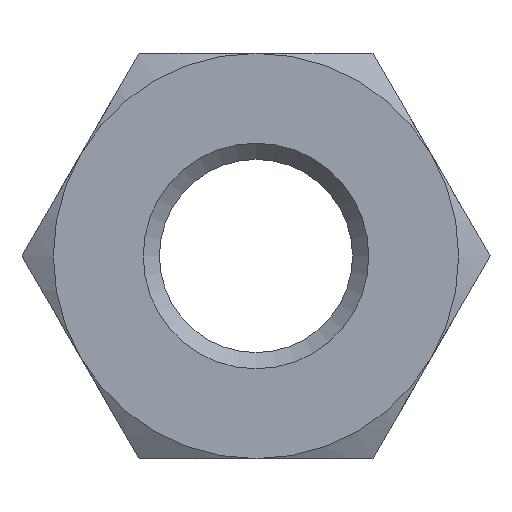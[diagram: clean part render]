
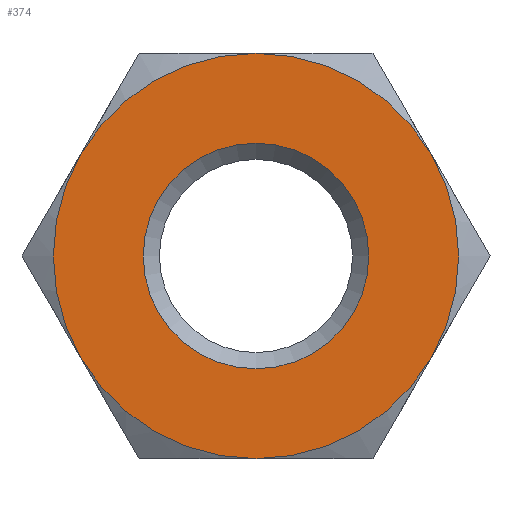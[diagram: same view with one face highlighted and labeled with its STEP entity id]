
A CAD part, front view. The second image highlights one B-rep face of the part: STEP entity #374.
In plain terms, the highlighted planar face has unit normal (0, -1, 0).
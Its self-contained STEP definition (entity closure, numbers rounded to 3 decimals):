
#40 = EDGE_CURVE ( 'NONE', #332, #279, #256, .T. ) ;
#41 = EDGE_CURVE ( 'NONE', #279, #333, #259, .T. ) ;
#42 = EDGE_CURVE ( 'NONE', #333, #115, #254, .T. ) ;
#45 = EDGE_CURVE ( 'NONE', #115, #303, #251, .T. ) ;
#46 = EDGE_CURVE ( 'NONE', #303, #295, #255, .T. ) ;
#47 = EDGE_CURVE ( 'NONE', #295, #332, #348, .T. ) ;
#52 = EDGE_CURVE ( 'NONE', #166, #166, #349, .T. ) ;
#72 = AXIS2_PLACEMENT_3D ( 'NONE', #543, #547, #537 ) ;
#92 = AXIS2_PLACEMENT_3D ( 'NONE', #708, #704, #703 ) ;
#94 = AXIS2_PLACEMENT_3D ( 'NONE', #717, #716, #715 ) ;
#95 = AXIS2_PLACEMENT_3D ( 'NONE', #721, #720, #719 ) ;
#96 = AXIS2_PLACEMENT_3D ( 'NONE', #729, #728, #727 ) ;
#97 = AXIS2_PLACEMENT_3D ( 'NONE', #733, #732, #730 ) ;
#98 = AXIS2_PLACEMENT_3D ( 'NONE', #745, #743, #740 ) ;
#99 = AXIS2_PLACEMENT_3D ( 'NONE', #425, #423, #758 ) ;
#115 = VERTEX_POINT ( 'NONE', #641 ) ;
#155 = ORIENTED_EDGE ( 'NONE', *, *, #42, .T. ) ;
#166 = VERTEX_POINT ( 'NONE', #472 ) ;
#178 = EDGE_LOOP ( 'NONE', ( #215, #359, #230, #345, #155, #190 ) ) ;
#179 = FACE_OUTER_BOUND ( 'NONE', #178, .T. ) ;
#190 = ORIENTED_EDGE ( 'NONE', *, *, #45, .T. ) ;
#215 = ORIENTED_EDGE ( 'NONE', *, *, #46, .T. ) ;
#220 = ORIENTED_EDGE ( 'NONE', *, *, #52, .F. ) ;
#230 = ORIENTED_EDGE ( 'NONE', *, *, #40, .T. ) ;
#251 = CIRCLE ( 'NONE', #96, 15. ) ;
#254 = CIRCLE ( 'NONE', #97, 15. ) ;
#255 = CIRCLE ( 'NONE', #95, 15. ) ;
#256 = CIRCLE ( 'NONE', #99, 15. ) ;
#259 = CIRCLE ( 'NONE', #98, 15. ) ;
#275 = EDGE_LOOP ( 'NONE', ( #220 ) ) ;
#279 = VERTEX_POINT ( 'NONE', #620 ) ;
#295 = VERTEX_POINT ( 'NONE', #613 ) ;
#303 = VERTEX_POINT ( 'NONE', #623 ) ;
#332 = VERTEX_POINT ( 'NONE', #607 ) ;
#333 = VERTEX_POINT ( 'NONE', #605 ) ;
#341 = FACE_BOUND ( 'NONE', #275, .T. ) ;
#345 = ORIENTED_EDGE ( 'NONE', *, *, #41, .T. ) ;
#348 = CIRCLE ( 'NONE', #94, 15. ) ;
#349 = CIRCLE ( 'NONE', #92, 8.35 ) ;
#359 = ORIENTED_EDGE ( 'NONE', *, *, #47, .T. ) ;
#374 = ADVANCED_FACE ( 'NONE', ( #341, #179 ), #541, .T. ) ;
#423 = DIRECTION ( 'NONE',  ( 0., -1., 0. ) ) ;
#425 = CARTESIAN_POINT ( 'NONE',  ( 0., 0., 0. ) ) ;
#472 = CARTESIAN_POINT ( 'NONE',  ( 0., 0., -8.35 ) ) ;
#537 = DIRECTION ( 'NONE',  ( 0., 0., -1. ) ) ;
#541 = PLANE ( 'NONE',  #72 ) ;
#543 = CARTESIAN_POINT ( 'NONE',  ( -15.18, 0., 15.18 ) ) ;
#547 = DIRECTION ( 'NONE',  ( 0., -1., 0. ) ) ;
#605 = CARTESIAN_POINT ( 'NONE',  ( 12.99, 0., 7.5 ) ) ;
#607 = CARTESIAN_POINT ( 'NONE',  ( 0., 0., -15. ) ) ;
#613 = CARTESIAN_POINT ( 'NONE',  ( -12.99, 0., -7.5 ) ) ;
#620 = CARTESIAN_POINT ( 'NONE',  ( 12.99, 0., -7.5 ) ) ;
#623 = CARTESIAN_POINT ( 'NONE',  ( -12.99, 0., 7.5 ) ) ;
#641 = CARTESIAN_POINT ( 'NONE',  ( 0., 0., 15. ) ) ;
#703 = DIRECTION ( 'NONE',  ( 0., 0., -1. ) ) ;
#704 = DIRECTION ( 'NONE',  ( 0., -1., 0. ) ) ;
#708 = CARTESIAN_POINT ( 'NONE',  ( 0., 0., 0. ) ) ;
#715 = DIRECTION ( 'NONE',  ( 0., 0., 1. ) ) ;
#716 = DIRECTION ( 'NONE',  ( 0., -1., 0. ) ) ;
#717 = CARTESIAN_POINT ( 'NONE',  ( 0., 0., 0. ) ) ;
#719 = DIRECTION ( 'NONE',  ( 0., 0., 1. ) ) ;
#720 = DIRECTION ( 'NONE',  ( 0., -1., 0. ) ) ;
#721 = CARTESIAN_POINT ( 'NONE',  ( 0., 0., 0. ) ) ;
#727 = DIRECTION ( 'NONE',  ( 0., 0., 1. ) ) ;
#728 = DIRECTION ( 'NONE',  ( 0., -1., 0. ) ) ;
#729 = CARTESIAN_POINT ( 'NONE',  ( 0., 0., 0. ) ) ;
#730 = DIRECTION ( 'NONE',  ( 0., 0., 1. ) ) ;
#732 = DIRECTION ( 'NONE',  ( 0., -1., 0. ) ) ;
#733 = CARTESIAN_POINT ( 'NONE',  ( 0., 0., 0. ) ) ;
#740 = DIRECTION ( 'NONE',  ( 0., 0., 1. ) ) ;
#743 = DIRECTION ( 'NONE',  ( 0., -1., 0. ) ) ;
#745 = CARTESIAN_POINT ( 'NONE',  ( 0., 0., 0. ) ) ;
#758 = DIRECTION ( 'NONE',  ( 0., 0., 1. ) ) ;
